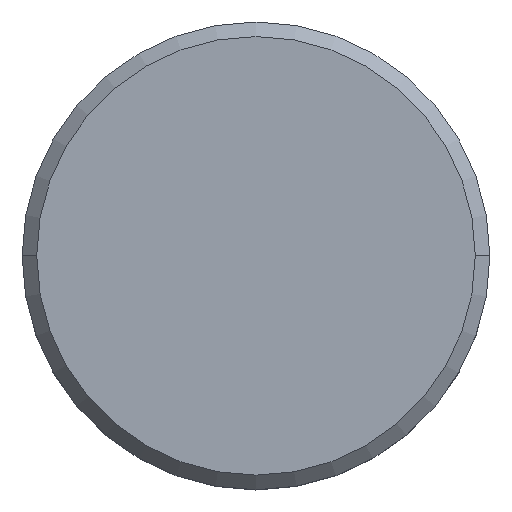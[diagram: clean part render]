
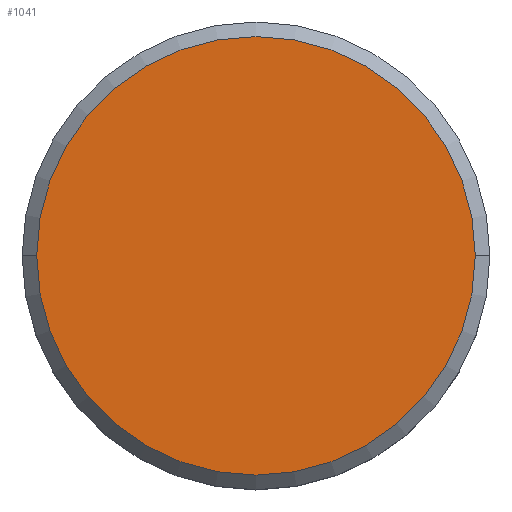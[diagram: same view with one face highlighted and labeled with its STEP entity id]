
A CAD part, top view. The second image highlights one B-rep face of the part: STEP entity #1041.
In plain terms, the highlighted planar face has unit normal (0, 0, 1).
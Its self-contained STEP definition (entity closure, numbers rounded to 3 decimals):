
#69 = CIRCLE ( 'NONE', #358, 7.5 ) ;
#92 = AXIS2_PLACEMENT_3D ( 'NONE', #587, #918, #841 ) ;
#207 = VERTEX_POINT ( 'NONE', #676 ) ;
#220 = EDGE_CURVE ( 'NONE', #628, #207, #69, .T. ) ;
#236 = AXIS2_PLACEMENT_3D ( 'NONE', #924, #683, #929 ) ;
#239 = ORIENTED_EDGE ( 'NONE', *, *, #538, .T. ) ;
#346 = CARTESIAN_POINT ( 'NONE',  ( 0., 0., 0. ) ) ;
#358 = AXIS2_PLACEMENT_3D ( 'NONE', #346, #590, #920 ) ;
#425 = FACE_OUTER_BOUND ( 'NONE', #574, .T. ) ;
#487 = CARTESIAN_POINT ( 'NONE',  ( -7.5, 0., 0. ) ) ;
#538 = EDGE_CURVE ( 'NONE', #207, #628, #678, .T. ) ;
#574 = EDGE_LOOP ( 'NONE', ( #580, #239 ) ) ;
#580 = ORIENTED_EDGE ( 'NONE', *, *, #220, .T. ) ;
#587 = CARTESIAN_POINT ( 'NONE',  ( 0., 0., 0. ) ) ;
#590 = DIRECTION ( 'NONE',  ( 0., 0., 1. ) ) ;
#592 = PLANE ( 'NONE',  #236 ) ;
#628 = VERTEX_POINT ( 'NONE', #487 ) ;
#676 = CARTESIAN_POINT ( 'NONE',  ( 7.5, 0., 0. ) ) ;
#678 = CIRCLE ( 'NONE', #92, 7.5 ) ;
#683 = DIRECTION ( 'NONE',  ( 0., 0., 1. ) ) ;
#841 = DIRECTION ( 'NONE',  ( 1., 0., 0. ) ) ;
#918 = DIRECTION ( 'NONE',  ( 0., 0., 1. ) ) ;
#920 = DIRECTION ( 'NONE',  ( 1., 0., 0. ) ) ;
#924 = CARTESIAN_POINT ( 'NONE',  ( 0., 0., 0. ) ) ;
#929 = DIRECTION ( 'NONE',  ( 1., 0., 0. ) ) ;
#1041 = ADVANCED_FACE ( 'NONE', ( #425 ), #592, .T. ) ;
